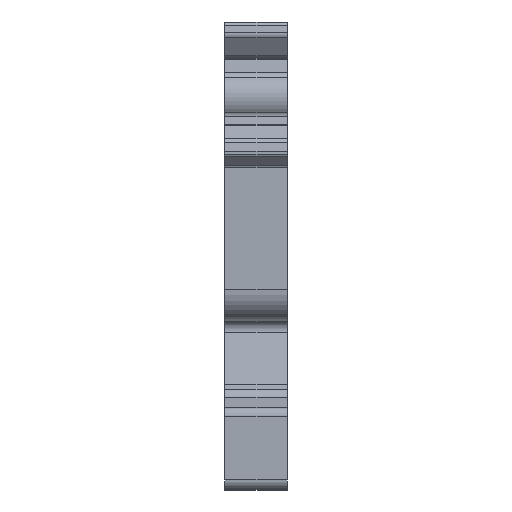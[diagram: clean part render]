
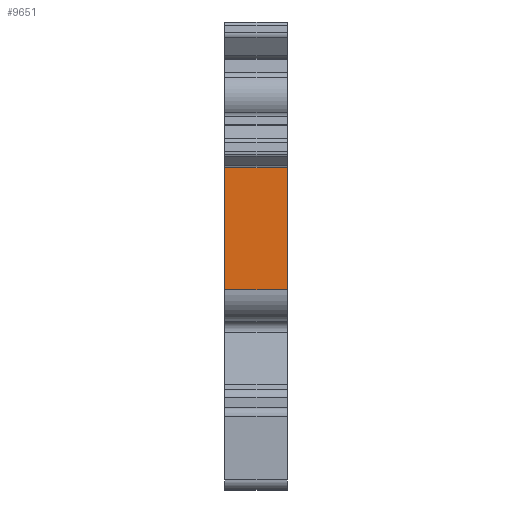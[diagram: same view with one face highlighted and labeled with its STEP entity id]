
A CAD part, left-side view. The second image highlights one B-rep face of the part: STEP entity #9651.
In plain terms, the highlighted planar face has unit normal (-1, 0, 0).
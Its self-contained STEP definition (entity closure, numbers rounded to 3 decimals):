
#1072=ORIENTED_EDGE('',*,*,#3105,.T.);
#1073=ORIENTED_EDGE('',*,*,#3223,.F.);
#1074=ORIENTED_EDGE('',*,*,#2914,.F.);
#1075=ORIENTED_EDGE('',*,*,#3222,.T.);
#2914=EDGE_CURVE('',#4007,#4008,#4641,.T.);
#3105=EDGE_CURVE('',#4192,#4191,#4752,.T.);
#3222=EDGE_CURVE('',#4007,#4192,#4814,.T.);
#3223=EDGE_CURVE('',#4008,#4191,#4815,.T.);
#4007=VERTEX_POINT('',#13288);
#4008=VERTEX_POINT('',#13290);
#4191=VERTEX_POINT('',#13664);
#4192=VERTEX_POINT('',#13666);
#4641=LINE('',#13289,#5403);
#4752=LINE('',#13665,#5514);
#4814=LINE('',#13898,#5576);
#4815=LINE('',#13900,#5577);
#5403=VECTOR('',#11009,1000.);
#5514=VECTOR('',#11282,1000.);
#5576=VECTOR('',#11468,1000.);
#5577=VECTOR('',#11471,1000.);
#6073=EDGE_LOOP('',(#1072,#1073,#1074,#1075));
#6457=FACE_BOUND('',#6073,.T.);
#6829=PLANE('',#10255);
#9651=ADVANCED_FACE('',(#6457),#6829,.F.);
#10255=AXIS2_PLACEMENT_3D('',#13899,#11469,#11470);
#11009=DIRECTION('',(0.,0.,1.));
#11282=DIRECTION('',(0.,0.,1.));
#11468=DIRECTION('',(0.,-1.,0.));
#11469=DIRECTION('',(1.,0.,0.));
#11470=DIRECTION('',(0.,0.,-1.));
#11471=DIRECTION('',(0.,-1.,0.));
#13288=CARTESIAN_POINT('',(-53.25,5.,8.734));
#13289=CARTESIAN_POINT('',(-53.25,5.,8.734));
#13290=CARTESIAN_POINT('',(-53.25,5.,18.488));
#13664=CARTESIAN_POINT('',(-53.25,0.,18.488));
#13665=CARTESIAN_POINT('',(-53.25,0.,8.734));
#13666=CARTESIAN_POINT('',(-53.25,0.,8.734));
#13898=CARTESIAN_POINT('',(-53.25,5.,8.734));
#13899=CARTESIAN_POINT('',(-53.25,5.,8.734));
#13900=CARTESIAN_POINT('',(-53.25,5.,18.488));
